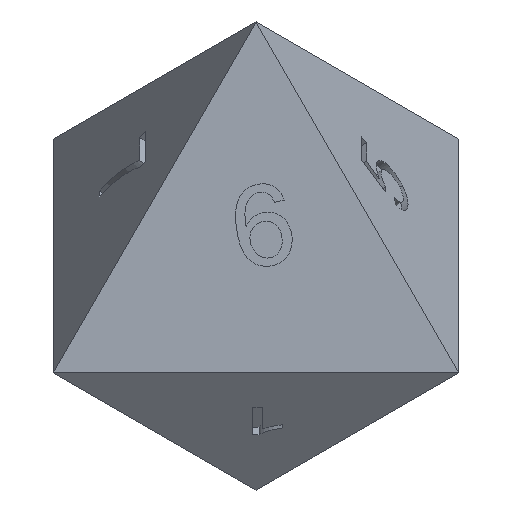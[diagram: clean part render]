
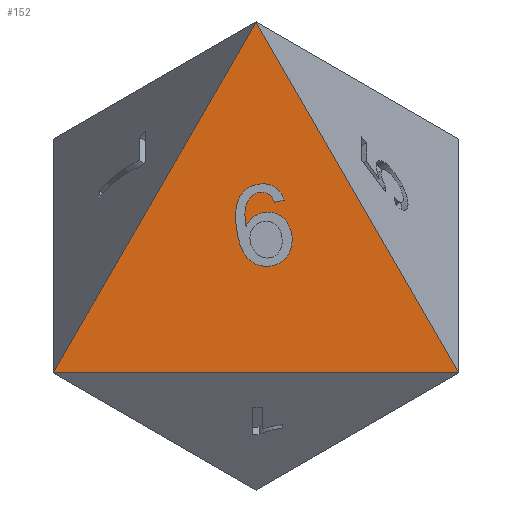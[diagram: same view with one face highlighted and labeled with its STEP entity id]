
A CAD part, isometric view. The second image highlights one B-rep face of the part: STEP entity #152.
In plain terms, the highlighted planar face has unit normal (-0.577, -0.577, 0.577).
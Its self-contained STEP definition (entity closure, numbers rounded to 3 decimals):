
#27=CARTESIAN_POINT('',(3.125,-6.25,9.375));
#28=DIRECTION('',(0.577,0.577,-0.577));
#29=DIRECTION('',(-0.408,0.816,0.408));
#30=AXIS2_PLACEMENT_3D('',#27,#28,#29);
#31=PLANE('',#30);
#32=CARTESIAN_POINT('',(-12.5,0.,0.));
#33=VERTEX_POINT('',#32);
#34=CARTESIAN_POINT('',(0.,-12.5,0.));
#35=VERTEX_POINT('',#34);
#36=CARTESIAN_POINT('',(-12.5,0.,0.));
#37=DIRECTION('',(0.707,-0.707,0.));
#38=VECTOR('',#37,17.678);
#39=LINE('',#36,#38);
#40=EDGE_CURVE('',#33,#35,#39,.T.);
#41=ORIENTED_EDGE('',*,*,#40,.T.);
#42=CARTESIAN_POINT('',(0.,0.,12.5));
#43=VERTEX_POINT('',#42);
#44=CARTESIAN_POINT('',(0.,0.,12.5));
#45=DIRECTION('',(0.,-0.707,-0.707));
#46=VECTOR('',#45,17.678);
#47=LINE('',#44,#46);
#48=EDGE_CURVE('',#43,#35,#47,.T.);
#49=ORIENTED_EDGE('',*,*,#48,.F.);
#50=CARTESIAN_POINT('',(-12.5,-0.,0.));
#51=DIRECTION('',(0.707,0.,0.707));
#52=VECTOR('',#51,17.678);
#53=LINE('',#50,#52);
#54=EDGE_CURVE('',#33,#43,#53,.T.);
#55=ORIENTED_EDGE('',*,*,#54,.F.);
#56=EDGE_LOOP('',(#41,#49,#55));
#57=FACE_BOUND('',#56,.T.);
#58=CARTESIAN_POINT('',(-3.256,-2.955,6.289));
#59=VERTEX_POINT('',#58);
#60=CARTESIAN_POINT('',(-3.948,-3.334,5.218));
#61=VERTEX_POINT('',#60);
#62=CARTESIAN_POINT('',(-3.256,-2.955,6.289));
#63=CARTESIAN_POINT('',(-3.389,-2.922,6.19));
#64=CARTESIAN_POINT('',(-3.512,-2.931,6.057));
#65=CARTESIAN_POINT('',(-3.626,-2.982,5.892));
#66=CARTESIAN_POINT('',(-3.739,-3.033,5.728));
#67=CARTESIAN_POINT('',(-3.847,-3.15,5.503));
#68=CARTESIAN_POINT('',(-3.948,-3.334,5.218));
#69=B_SPLINE_CURVE_WITH_KNOTS('',3,(#62,#63,#64,#65,#66,#67,#68),.UNSPECIFIED.,.F.,.F.,(4,3,4),(0.154,0.221,0.288),.UNSPECIFIED.);
#70=EDGE_CURVE('',#59,#61,#69,.T.);
#71=ORIENTED_EDGE('',*,*,#70,.T.);
#72=CARTESIAN_POINT('',(-3.62,-2.608,6.273));
#73=VERTEX_POINT('',#72);
#74=CARTESIAN_POINT('',(-3.948,-3.334,5.218));
#75=CARTESIAN_POINT('',(-3.823,-3.316,5.361));
#76=CARTESIAN_POINT('',(-3.692,-3.334,5.474));
#77=CARTESIAN_POINT('',(-3.555,-3.388,5.557));
#78=CARTESIAN_POINT('',(-3.418,-3.442,5.641));
#79=CARTESIAN_POINT('',(-3.285,-3.52,5.694));
#80=CARTESIAN_POINT('',(-3.158,-3.624,5.718));
#81=CARTESIAN_POINT('',(-2.937,-3.805,5.759));
#82=CARTESIAN_POINT('',(-2.777,-4.015,5.708));
#83=CARTESIAN_POINT('',(-2.681,-4.254,5.566));
#84=CARTESIAN_POINT('',(-2.584,-4.492,5.423));
#85=CARTESIAN_POINT('',(-2.583,-4.7,5.216));
#86=CARTESIAN_POINT('',(-2.678,-4.877,4.945));
#87=CARTESIAN_POINT('',(-2.739,-4.994,4.767));
#88=CARTESIAN_POINT('',(-2.834,-5.072,4.594));
#89=CARTESIAN_POINT('',(-2.96,-5.112,4.428));
#90=CARTESIAN_POINT('',(-3.087,-5.152,4.261));
#91=CARTESIAN_POINT('',(-3.228,-5.147,4.125));
#92=CARTESIAN_POINT('',(-3.385,-5.095,4.02));
#93=CARTESIAN_POINT('',(-3.541,-5.044,3.915));
#94=CARTESIAN_POINT('',(-3.701,-4.952,3.847));
#95=CARTESIAN_POINT('',(-3.863,-4.819,3.817));
#96=CARTESIAN_POINT('',(-4.141,-4.593,3.766));
#97=CARTESIAN_POINT('',(-4.33,-4.339,3.831));
#98=CARTESIAN_POINT('',(-4.431,-4.057,4.013));
#99=CARTESIAN_POINT('',(-4.531,-3.774,4.194));
#100=CARTESIAN_POINT('',(-4.497,-3.473,4.53));
#101=CARTESIAN_POINT('',(-4.326,-3.153,5.021));
#102=CARTESIAN_POINT('',(-4.135,-2.794,5.57));
#103=CARTESIAN_POINT('',(-3.9,-2.613,5.987));
#104=CARTESIAN_POINT('',(-3.62,-2.608,6.273));
#105=B_SPLINE_CURVE_WITH_KNOTS('',3,(#74,#75,#76,#77,#78,#79,#80,#81,#82,#83,#84,#85,#86,#87,#88,#89,#90,#91,#92,#93,#94,#95,#96,#97,#98,#99,
#100,#101,#102,#103,#104),.UNSPECIFIED.,.F.,.F.,(4,3,3,3,3,3,3,3,3,3,4),(0.288,0.324,0.36,0.423,0.486,0.527,0.568,0.61,0.68,0.75,0.829),.UNSPECIFIED.);
#106=EDGE_CURVE('',#61,#73,#105,.T.);
#107=ORIENTED_EDGE('',*,*,#106,.T.);
#108=CARTESIAN_POINT('',(-2.301,-4.04,6.159));
#109=VERTEX_POINT('',#108);
#110=CARTESIAN_POINT('',(-3.62,-2.608,6.273));
#111=CARTESIAN_POINT('',(-3.376,-2.604,6.521));
#112=CARTESIAN_POINT('',(-3.11,-2.718,6.671));
#113=CARTESIAN_POINT('',(-2.824,-2.951,6.724));
#114=CARTESIAN_POINT('',(-2.611,-3.125,6.764));
#115=CARTESIAN_POINT('',(-2.458,-3.309,6.733));
#116=CARTESIAN_POINT('',(-2.366,-3.501,6.633));
#117=CARTESIAN_POINT('',(-2.273,-3.694,6.533));
#118=CARTESIAN_POINT('',(-2.251,-3.874,6.375));
#119=CARTESIAN_POINT('',(-2.301,-4.04,6.159));
#120=B_SPLINE_CURVE_WITH_KNOTS('',3,(#110,#111,#112,#113,#114,#115,#116,#117,#118,#119),.UNSPECIFIED.,.F.,.F.,(4,3,3,4),(0.829,0.898,0.949,1.),.UNSPECIFIED.);
#121=EDGE_CURVE('',#73,#109,#120,.T.);
#122=ORIENTED_EDGE('',*,*,#121,.T.);
#123=CARTESIAN_POINT('',(-2.641,-3.788,6.071));
#124=VERTEX_POINT('',#123);
#125=CARTESIAN_POINT('',(-2.301,-4.04,6.159));
#126=DIRECTION('',(-0.787,0.583,-0.204));
#127=VECTOR('',#126,0.433);
#128=LINE('',#125,#127);
#129=EDGE_CURVE('',#109,#124,#128,.T.);
#130=ORIENTED_EDGE('',*,*,#129,.T.);
#131=CARTESIAN_POINT('',(-2.663,-3.491,6.346));
#132=VERTEX_POINT('',#131);
#133=CARTESIAN_POINT('',(-2.641,-3.788,6.071));
#134=CARTESIAN_POINT('',(-2.623,-3.674,6.202));
#135=CARTESIAN_POINT('',(-2.631,-3.575,6.294));
#136=CARTESIAN_POINT('',(-2.663,-3.491,6.346));
#137=B_SPLINE_CURVE_WITH_KNOTS('',3,(#133,#134,#135,#136),.UNSPECIFIED.,.F.,.F.,(4,4),(0.,0.039),.UNSPECIFIED.);
#138=EDGE_CURVE('',#124,#132,#137,.T.);
#139=ORIENTED_EDGE('',*,*,#138,.T.);
#140=CARTESIAN_POINT('',(-2.663,-3.491,6.346));
#141=CARTESIAN_POINT('',(-2.719,-3.352,6.429));
#142=CARTESIAN_POINT('',(-2.813,-3.23,6.458));
#143=CARTESIAN_POINT('',(-2.944,-3.122,6.434));
#144=CARTESIAN_POINT('',(-3.05,-3.036,6.414));
#145=CARTESIAN_POINT('',(-3.154,-2.98,6.366));
#146=CARTESIAN_POINT('',(-3.256,-2.955,6.289));
#147=B_SPLINE_CURVE_WITH_KNOTS('',3,(#140,#141,#142,#143,#144,#145,#146),.UNSPECIFIED.,.F.,.F.,(4,3,4),(0.039,0.103,0.154),.UNSPECIFIED.);
#148=EDGE_CURVE('',#132,#59,#147,.T.);
#149=ORIENTED_EDGE('',*,*,#148,.T.);
#150=EDGE_LOOP('',(#71,#107,#122,#130,#139,#149));
#151=FACE_BOUND('',#150,.T.);
#152=ADVANCED_FACE('',(#57,#151),#31,.F.);
